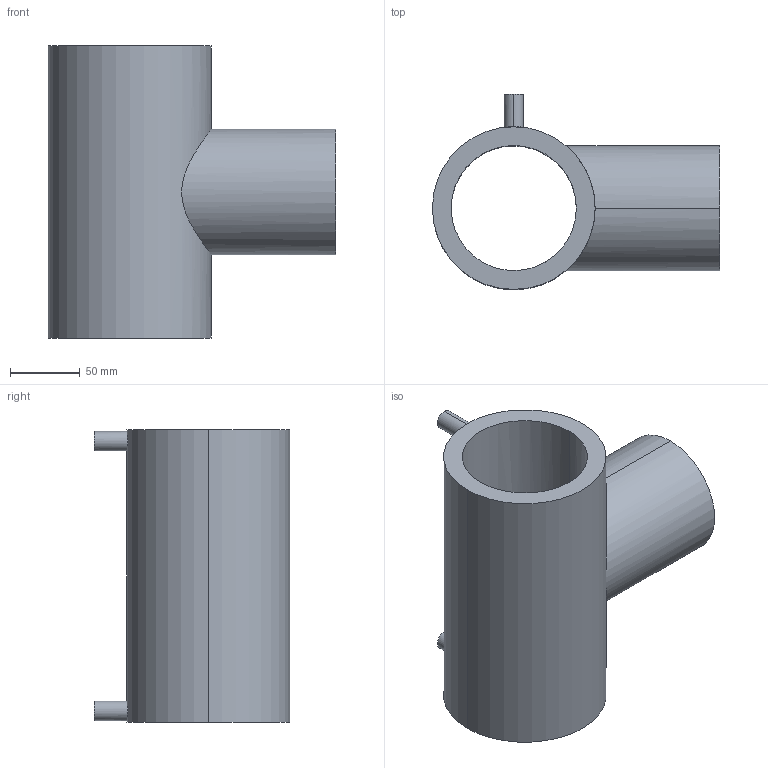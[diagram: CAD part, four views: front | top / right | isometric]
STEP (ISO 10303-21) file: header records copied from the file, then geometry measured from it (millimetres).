
FILE_DESCRIPTION (( 'STEP AP203' ), '1' );
FILE_NAME ('Ef Equal Tee 90° SDR11_001 117 2041 0090.step', '2022-06-09T12:04:20', ( '' ), ( '' ), 'SwSTEP 2.0', 'SolidWorks 2021', '' );
FILE_SCHEMA (( 'CONFIG_CONTROL_DESIGN' ));
Length unit declared in the file: millimetre
Products named in the file (1): Ef Equal Tee 90° SDR11_001 117 2041 0090
Bounding box: 206.5 x 140.5 x 210 mm (x, y, z)
Volume: 1068908.2 mm3; surface area: 193278.2 mm2
Topology: 1 solids, 1 shells, 23 faces, 50 edges, 32 vertices
Faces by surface type: cylinder 18, plane 5
Entity records: 1320 total; most frequent: CARTESIAN_POINT 733, DIRECTION 106, ORIENTED_EDGE 100, EDGE_CURVE 50, AXIS2_PLACEMENT_3D 44, VERTEX_POINT 32, EDGE_LOOP 30, FACE_OUTER_BOUND 23
